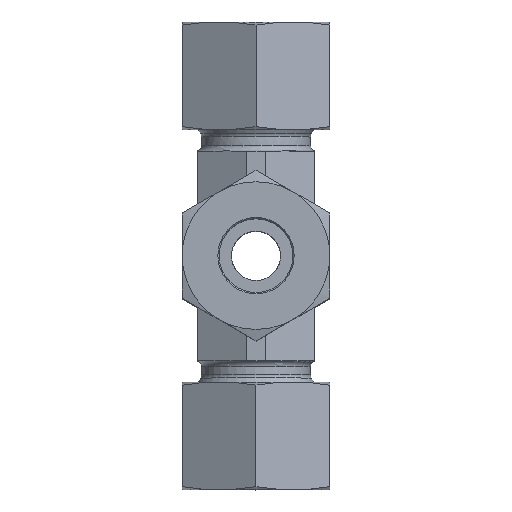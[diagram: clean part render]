
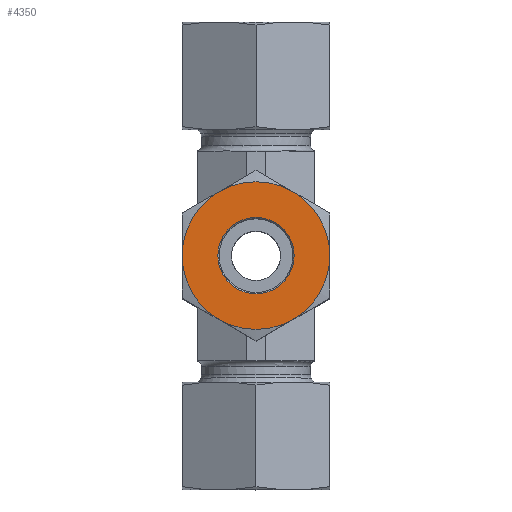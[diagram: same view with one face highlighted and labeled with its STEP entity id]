
A CAD part, top view. The second image highlights one B-rep face of the part: STEP entity #4350.
In plain terms, the highlighted planar face has unit normal (0, 0, 1).
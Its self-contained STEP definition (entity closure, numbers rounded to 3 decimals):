
#4254=CARTESIAN_POINT('',(6.2,0.,17.5));
#4255=VERTEX_POINT('',#4254);
#4256=CARTESIAN_POINT('',(0.0,0.0,17.5));
#4257=DIRECTION('',(0.0,0.0,1.0));
#4258=DIRECTION('',(-1.0,0.0,0.0));
#4259=AXIS2_PLACEMENT_3D('',#4256,#4257,#4258);
#4260=CIRCLE('',#4259,6.2);
#4261=EDGE_CURVE('',#4255,#4255,#4260,.T.);
#4286=CARTESIAN_POINT('',(0.,0.,17.5));
#4287=DIRECTION('',(0.0,0.0,1.0));
#4288=DIRECTION('',(1.0,0.0,0.0));
#4289=AXIS2_PLACEMENT_3D('',#4286,#4287,#4288);
#4290=PLANE('',#4289);
#4291=CARTESIAN_POINT('',(-6.,-10.392,17.5));
#4292=VERTEX_POINT('',#4291);
#4293=CARTESIAN_POINT('',(6.,-10.392,17.5));
#4294=VERTEX_POINT('',#4293);
#4295=CARTESIAN_POINT('',(0.0,0.0,17.5));
#4296=DIRECTION('',(0.0,0.0,1.0));
#4297=DIRECTION('',(-0.5,-0.866,0.0));
#4298=AXIS2_PLACEMENT_3D('',#4295,#4296,#4297);
#4299=CIRCLE('',#4298,12.);
#4300=EDGE_CURVE('',#4292,#4294,#4299,.T.);
#4301=ORIENTED_EDGE('',*,*,#4300,.T.);
#4302=CARTESIAN_POINT('',(12.0,0.,17.5));
#4303=VERTEX_POINT('',#4302);
#4304=CARTESIAN_POINT('',(0.0,0.0,17.5));
#4305=DIRECTION('',(0.0,0.0,1.0));
#4306=DIRECTION('',(-0.5,-0.866,0.0));
#4307=AXIS2_PLACEMENT_3D('',#4304,#4305,#4306);
#4308=CIRCLE('',#4307,12.);
#4309=EDGE_CURVE('',#4294,#4303,#4308,.T.);
#4310=ORIENTED_EDGE('',*,*,#4309,.T.);
#4311=CARTESIAN_POINT('',(6.,10.392,17.5));
#4312=VERTEX_POINT('',#4311);
#4313=CARTESIAN_POINT('',(0.0,0.0,17.5));
#4314=DIRECTION('',(0.0,0.0,1.0));
#4315=DIRECTION('',(-0.5,-0.866,0.0));
#4316=AXIS2_PLACEMENT_3D('',#4313,#4314,#4315);
#4317=CIRCLE('',#4316,12.);
#4318=EDGE_CURVE('',#4303,#4312,#4317,.T.);
#4319=ORIENTED_EDGE('',*,*,#4318,.T.);
#4320=CARTESIAN_POINT('',(-6.,10.392,17.5));
#4321=VERTEX_POINT('',#4320);
#4322=CARTESIAN_POINT('',(0.0,0.0,17.5));
#4323=DIRECTION('',(0.0,0.0,1.0));
#4324=DIRECTION('',(-0.5,-0.866,0.0));
#4325=AXIS2_PLACEMENT_3D('',#4322,#4323,#4324);
#4326=CIRCLE('',#4325,12.);
#4327=EDGE_CURVE('',#4312,#4321,#4326,.T.);
#4328=ORIENTED_EDGE('',*,*,#4327,.T.);
#4329=CARTESIAN_POINT('',(-12.,0.0,17.5));
#4330=VERTEX_POINT('',#4329);
#4331=CARTESIAN_POINT('',(0.0,0.0,17.5));
#4332=DIRECTION('',(0.0,0.0,1.0));
#4333=DIRECTION('',(-0.5,-0.866,0.0));
#4334=AXIS2_PLACEMENT_3D('',#4331,#4332,#4333);
#4335=CIRCLE('',#4334,12.);
#4336=EDGE_CURVE('',#4321,#4330,#4335,.T.);
#4337=ORIENTED_EDGE('',*,*,#4336,.T.);
#4338=CARTESIAN_POINT('',(0.0,0.0,17.5));
#4339=DIRECTION('',(0.0,0.0,1.0));
#4340=DIRECTION('',(-0.5,-0.866,0.0));
#4341=AXIS2_PLACEMENT_3D('',#4338,#4339,#4340);
#4342=CIRCLE('',#4341,12.);
#4343=EDGE_CURVE('',#4330,#4292,#4342,.T.);
#4344=ORIENTED_EDGE('',*,*,#4343,.T.);
#4345=EDGE_LOOP('',(#4301,#4310,#4319,#4328,#4337,#4344));
#4346=FACE_OUTER_BOUND('',#4345,.T.);
#4347=ORIENTED_EDGE('',*,*,#4261,.F.);
#4348=EDGE_LOOP('',(#4347));
#4349=FACE_BOUND('',#4348,.T.);
#4350=ADVANCED_FACE('',(#4346,#4349),#4290,.T.);
